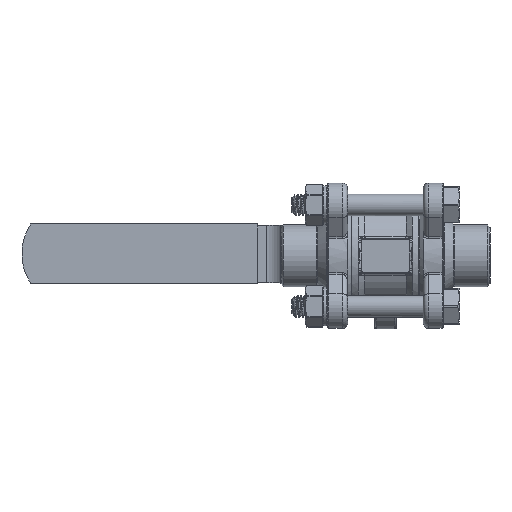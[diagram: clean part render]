
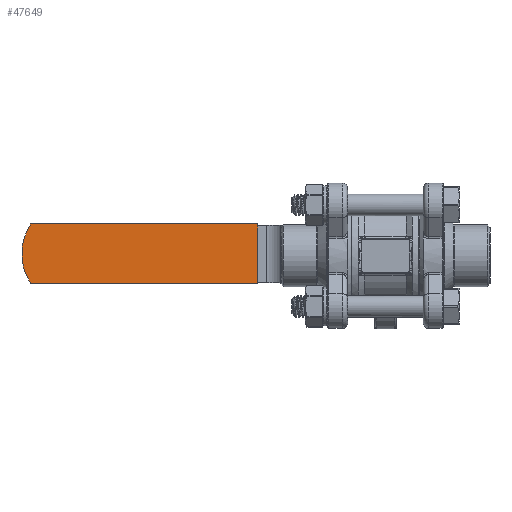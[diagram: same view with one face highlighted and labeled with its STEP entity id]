
A CAD part, front view. The second image highlights one B-rep face of the part: STEP entity #47649.
In plain terms, the highlighted planar face has unit normal (-0.001, -1, 0).
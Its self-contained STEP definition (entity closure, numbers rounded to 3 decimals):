
#47609=CARTESIAN_POINT('',(-35.365,48.708,0.546));
#47610=DIRECTION('',(0.001,1.,0.0));
#47611=DIRECTION('',(0.0,0.0,-1.0));
#47612=AXIS2_PLACEMENT_3D('',#47609,#47610,#47611);
#47613=PLANE('',#47612);
#47614=CARTESIAN_POINT('',(-35.365,48.708,8.796));
#47615=VERTEX_POINT('',#47614);
#47616=CARTESIAN_POINT('',(-35.365,48.708,-7.704));
#47617=VERTEX_POINT('',#47616);
#47618=CARTESIAN_POINT('',(-35.365,48.708,8.796));
#47619=DIRECTION('',(0.0,0.0,-1.0));
#47620=VECTOR('',#47619,16.5);
#47621=LINE('',#47618,#47620);
#47622=EDGE_CURVE('',#47615,#47617,#47621,.T.);
#47623=ORIENTED_EDGE('',*,*,#47622,.F.);
#47624=CARTESIAN_POINT('',(-98.365,48.789,8.796));
#47625=VERTEX_POINT('',#47624);
#47626=CARTESIAN_POINT('',(-98.365,48.789,8.796));
#47627=DIRECTION('',(1.,-0.001,0.0));
#47628=VECTOR('',#47627,63.);
#47629=LINE('',#47626,#47628);
#47630=EDGE_CURVE('',#47625,#47615,#47629,.T.);
#47631=ORIENTED_EDGE('',*,*,#47630,.F.);
#47632=CARTESIAN_POINT('',(-98.365,48.789,-7.704));
#47633=VERTEX_POINT('',#47632);
#47634=CARTESIAN_POINT('',(-85.837,48.773,0.546));
#47635=DIRECTION('',(0.001,1.,0.0));
#47636=DIRECTION('',(-0.835,0.001,-0.55));
#47637=AXIS2_PLACEMENT_3D('',#47634,#47635,#47636);
#47638=CIRCLE('',#47637,15.);
#47639=EDGE_CURVE('',#47633,#47625,#47638,.T.);
#47640=ORIENTED_EDGE('',*,*,#47639,.F.);
#47641=CARTESIAN_POINT('',(-35.365,48.708,-7.704));
#47642=DIRECTION('',(-1.,0.001,0.0));
#47643=VECTOR('',#47642,63.);
#47644=LINE('',#47641,#47643);
#47645=EDGE_CURVE('',#47617,#47633,#47644,.T.);
#47646=ORIENTED_EDGE('',*,*,#47645,.F.);
#47647=EDGE_LOOP('',(#47623,#47631,#47640,#47646));
#47648=FACE_OUTER_BOUND('',#47647,.T.);
#47649=ADVANCED_FACE('',(#47648),#47613,.F.);
